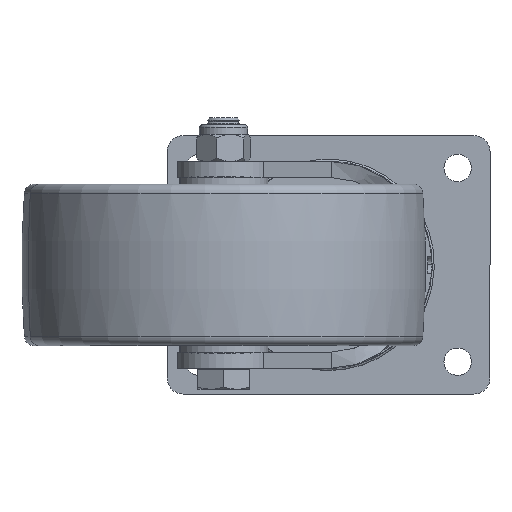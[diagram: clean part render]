
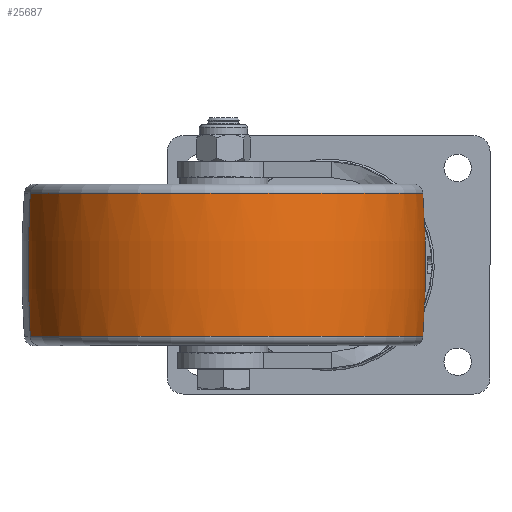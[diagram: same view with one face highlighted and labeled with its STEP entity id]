
A CAD part, front view. The second image highlights one B-rep face of the part: STEP entity #25687.
In plain terms, the highlighted toroidal (fillet/blend) face has major radius 675 mm and minor radius 800 mm.
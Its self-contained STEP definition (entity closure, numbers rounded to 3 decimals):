
#286 = CIRCLE ( 'NONE', #18386, 123.771 ) ;
#892 = ORIENTED_EDGE ( 'NONE', *, *, #7386, .T. ) ;
#1212 = DIRECTION ( 'NONE',  ( 0.253, -0.968, 0. ) ) ;
#1897 = ORIENTED_EDGE ( 'NONE', *, *, #20052, .F. ) ;
#2078 = DIRECTION ( 'NONE',  ( -0.968, -0.253, 0. ) ) ;
#2474 = CARTESIAN_POINT ( 'NONE',  ( -284.755, -215.259, 35.668 ) ) ;
#3408 = DIRECTION ( 'NONE',  ( 0., 0., 1. ) ) ;
#4025 = CIRCLE ( 'NONE', #22339, 123.771 ) ;
#5269 = VERTEX_POINT ( 'NONE', #28138 ) ;
#7386 = EDGE_CURVE ( 'NONE', #5269, #25559, #17130, .T. ) ;
#7401 = CARTESIAN_POINT ( 'NONE',  ( -164.997, -184., 80. ) ) ;
#8720 = DIRECTION ( 'NONE',  ( 0., 0., -1. ) ) ;
#9673 = DIRECTION ( 'NONE',  ( 0., 0., -1. ) ) ;
#10036 = DIRECTION ( 'NONE',  ( -0.968, -0.253, 0. ) ) ;
#10603 = DIRECTION ( 'NONE',  ( 0.968, 0.253, 0. ) ) ;
#10983 = EDGE_CURVE ( 'NONE', #13076, #5269, #286, .T. ) ;
#12398 = EDGE_LOOP ( 'NONE', ( #22940, #892, #22188, #1897 ) ) ;
#13066 = EDGE_CURVE ( 'NONE', #25559, #25421, #4025, .T. ) ;
#13076 = VERTEX_POINT ( 'NONE', #20515 ) ;
#14545 = CARTESIAN_POINT ( 'NONE',  ( 488.121, -13.523, 80. ) ) ;
#14799 = AXIS2_PLACEMENT_3D ( 'NONE', #15396, #24219, #2078 ) ;
#15064 = CARTESIAN_POINT ( 'NONE',  ( -45.239, -152.741, 35.668 ) ) ;
#15256 = CARTESIAN_POINT ( 'NONE',  ( -164.997, -184., 124.332 ) ) ;
#15396 = CARTESIAN_POINT ( 'NONE',  ( -818.115, -354.477, 80. ) ) ;
#16754 = DIRECTION ( 'NONE',  ( 0.968, 0.253, 0. ) ) ;
#17130 = CIRCLE ( 'NONE', #19311, 800. ) ;
#18386 = AXIS2_PLACEMENT_3D ( 'NONE', #15256, #8720, #10603 ) ;
#18490 = FACE_OUTER_BOUND ( 'NONE', #12398, .T. ) ;
#19311 = AXIS2_PLACEMENT_3D ( 'NONE', #14545, #1212, #16754 ) ;
#20052 = EDGE_CURVE ( 'NONE', #13076, #25421, #28293, .T. ) ;
#20515 = CARTESIAN_POINT ( 'NONE',  ( -45.239, -152.741, 124.332 ) ) ;
#22188 = ORIENTED_EDGE ( 'NONE', *, *, #13066, .T. ) ;
#22339 = AXIS2_PLACEMENT_3D ( 'NONE', #23133, #3408, #10036 ) ;
#22940 = ORIENTED_EDGE ( 'NONE', *, *, #10983, .T. ) ;
#23133 = CARTESIAN_POINT ( 'NONE',  ( -164.997, -184., 35.668 ) ) ;
#23717 = TOROIDAL_SURFACE ( 'NONE', #24849, -675., 800. ) ;
#24219 = DIRECTION ( 'NONE',  ( -0.253, 0.968, 0. ) ) ;
#24849 = AXIS2_PLACEMENT_3D ( 'NONE', #7401, #9673, #25169 ) ;
#25169 = DIRECTION ( 'NONE',  ( 0.968, 0.253, 0. ) ) ;
#25421 = VERTEX_POINT ( 'NONE', #15064 ) ;
#25559 = VERTEX_POINT ( 'NONE', #2474 ) ;
#25687 = ADVANCED_FACE ( 'NONE', ( #18490 ), #23717, .T. ) ;
#28138 = CARTESIAN_POINT ( 'NONE',  ( -284.755, -215.259, 124.332 ) ) ;
#28293 = CIRCLE ( 'NONE', #14799, 800. ) ;
